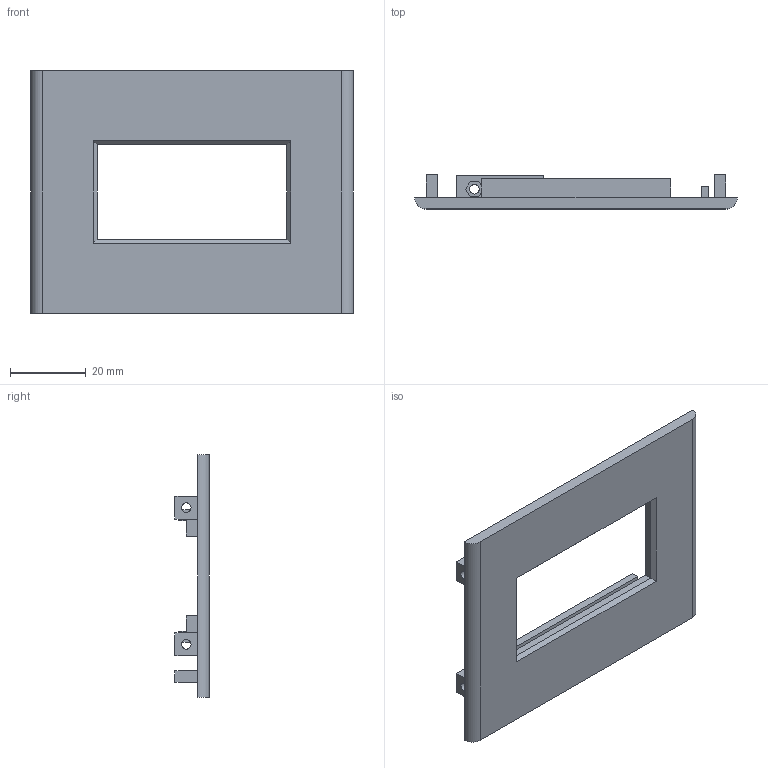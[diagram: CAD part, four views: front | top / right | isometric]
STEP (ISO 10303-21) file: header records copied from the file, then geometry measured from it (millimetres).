
FILE_DESCRIPTION(/* description */ (''),/* implementation_level */ '2;1');
FILE_NAME(/* name */ 'Front.step',/* time_stamp */ '2020-12-19T10:21:43+01:00',/* author */ (''),/* organization */ (''),/* preprocessor_version */ 'ST-DEVELOPER v18.1',/* originating_system */ 'Autodesk Translation Framework v9.7.0.1280',/* authorisation */ '');
FILE_SCHEMA (('AUTOMOTIVE_DESIGN { 1 0 10303 214 3 1 1 }'));
Length unit declared in the file: millimetre
Products named in the file (1): Front
Bounding box: 85 x 9 x 64 mm (x, y, z)
Volume: 14178.2 mm3; surface area: 11681.3 mm2
Topology: 1 solids, 1 shells, 111 faces, 278 edges, 184 vertices
Faces by surface type: plane 103, cylinder 8
Full cylindrical faces by diameter (mm): 2.5 x6
Entity records: 3324 total; most frequent: CARTESIAN_POINT 574, ORIENTED_EDGE 556, DIRECTION 518, EDGE_CURVE 278, LINE 262, VECTOR 262, VERTEX_POINT 184, EDGE_LOOP 140
